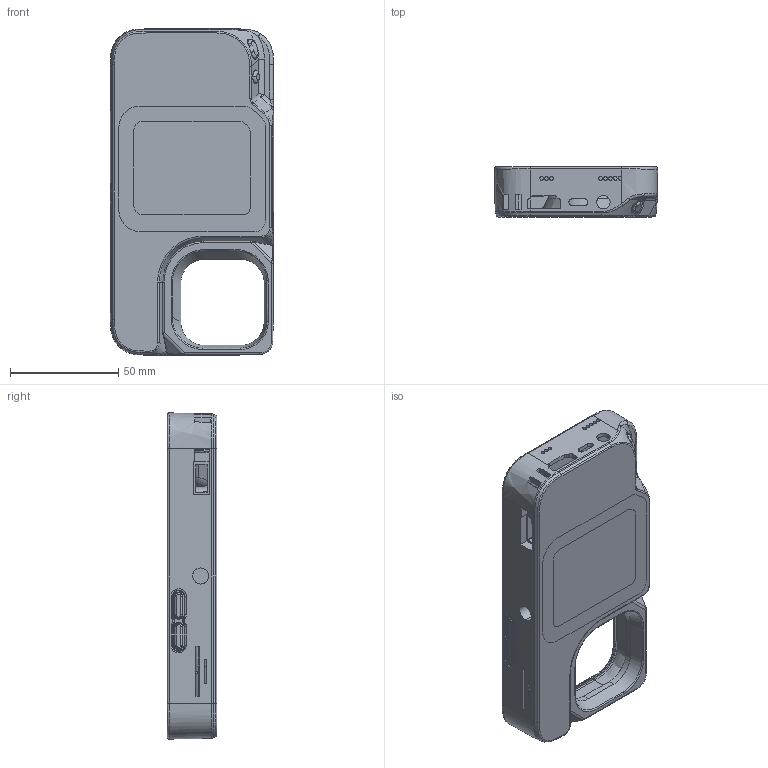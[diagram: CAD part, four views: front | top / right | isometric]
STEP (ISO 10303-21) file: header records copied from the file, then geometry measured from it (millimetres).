
FILE_DESCRIPTION (( 'STEP AP203' ), '1' );
FILE_NAME ('model 2 1400.12.STEP', '2022-03-06T13:53:02', ( '' ), ( '' ), 'SwSTEP 2.0', 'SolidWorks 2018', '' );
FILE_SCHEMA (( 'CONFIG_CONTROL_DESIGN' ));
Length unit declared in the file: millimetre
Products named in the file (1): model 2 1400.12
Bounding box: 75.29 x 23 x 150.48 mm (x, y, z)
Volume: 46566.7 mm3; surface area: 61456.3 mm2
Topology: 3 solids, 3 shells, 789 faces, 2072 edges, 1309 vertices
Faces by surface type: plane 383, cylinder 172, bspline 159, cone 60, torus 12, sphere 3
Entity records: 36741 total; most frequent: CARTESIAN_POINT 18689, ORIENTED_EDGE 4136, DIRECTION 3222, EDGE_CURVE 2068, VERTEX_POINT 1309, LINE 1104, VECTOR 1104, AXIS2_PLACEMENT_3D 1059
